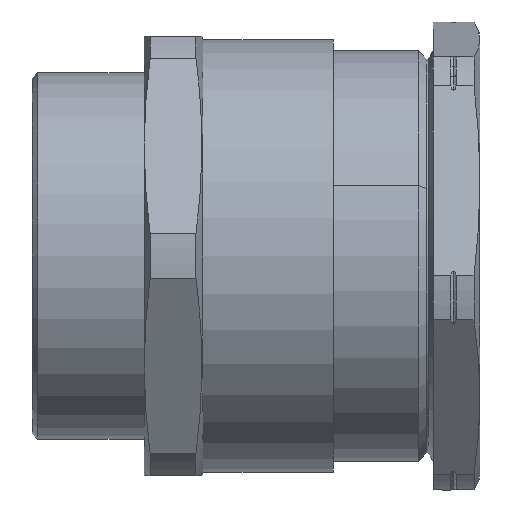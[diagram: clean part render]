
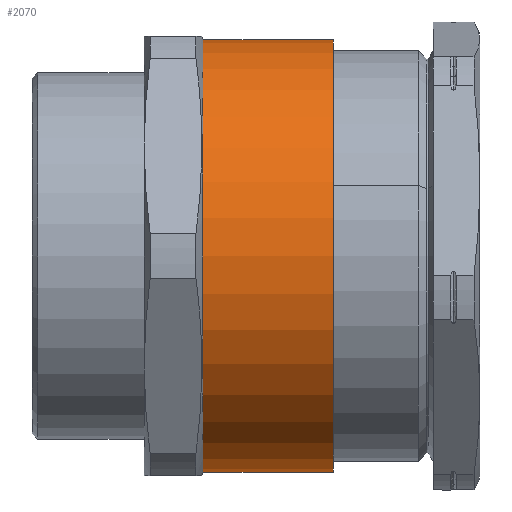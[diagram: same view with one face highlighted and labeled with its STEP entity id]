
A CAD part, front view. The second image highlights one B-rep face of the part: STEP entity #2070.
In plain terms, the highlighted cylindrical face has radius 29.5 mm (diameter 59 mm), a partial arc.
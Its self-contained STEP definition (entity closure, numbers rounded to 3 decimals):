
#36 = VERTEX_POINT ( 'NONE', #2528 ) ;
#118 = LINE ( 'NONE', #317, #647 ) ;
#144 = CIRCLE ( 'NONE', #2711, 29.5 ) ;
#212 = CARTESIAN_POINT ( 'NONE',  ( 23.3, 0., 0. ) ) ;
#317 = CARTESIAN_POINT ( 'NONE',  ( 41.1, 0., 29.5 ) ) ;
#590 = CIRCLE ( 'NONE', #2521, 29.5 ) ;
#598 = EDGE_CURVE ( 'NONE', #2129, #36, #590, .T. ) ;
#632 = DIRECTION ( 'NONE',  ( 0., 0., -1. ) ) ;
#637 = CARTESIAN_POINT ( 'NONE',  ( 41.1, 0., 29.5 ) ) ;
#647 = VECTOR ( 'NONE', #732, 1000. ) ;
#649 = ORIENTED_EDGE ( 'NONE', *, *, #1972, .F. ) ;
#732 = DIRECTION ( 'NONE',  ( 1., 0., 0. ) ) ;
#843 = CYLINDRICAL_SURFACE ( 'NONE', #1970, 29.5 ) ;
#971 = LINE ( 'NONE', #2066, #1218 ) ;
#1020 = CARTESIAN_POINT ( 'NONE',  ( 41.1, 0., 0. ) ) ;
#1054 = DIRECTION ( 'NONE',  ( 0., 0., -1. ) ) ;
#1069 = DIRECTION ( 'NONE',  ( 1., 0., 0. ) ) ;
#1218 = VECTOR ( 'NONE', #1449, 1000. ) ;
#1308 = ORIENTED_EDGE ( 'NONE', *, *, #598, .T. ) ;
#1449 = DIRECTION ( 'NONE',  ( 1., 0., 0. ) ) ;
#1455 = DIRECTION ( 'NONE',  ( 1., 0., 0. ) ) ;
#1476 = CARTESIAN_POINT ( 'NONE',  ( 41.1, 0., -29.5 ) ) ;
#1508 = VERTEX_POINT ( 'NONE', #637 ) ;
#1727 = EDGE_CURVE ( 'NONE', #2129, #1508, #118, .T. ) ;
#1771 = FACE_OUTER_BOUND ( 'NONE', #2790, .T. ) ;
#1863 = VERTEX_POINT ( 'NONE', #1476 ) ;
#1970 = AXIS2_PLACEMENT_3D ( 'NONE', #2541, #1069, #632 ) ;
#1972 = EDGE_CURVE ( 'NONE', #1508, #1863, #144, .T. ) ;
#2066 = CARTESIAN_POINT ( 'NONE',  ( 41.1, 0., -29.5 ) ) ;
#2070 = ADVANCED_FACE ( 'NONE', ( #1771 ), #843, .T. ) ;
#2129 = VERTEX_POINT ( 'NONE', #2615 ) ;
#2166 = DIRECTION ( 'NONE',  ( 1., 0., 0. ) ) ;
#2172 = ORIENTED_EDGE ( 'NONE', *, *, #2705, .T. ) ;
#2213 = ORIENTED_EDGE ( 'NONE', *, *, #1727, .F. ) ;
#2327 = DIRECTION ( 'NONE',  ( 0., 0., -1. ) ) ;
#2521 = AXIS2_PLACEMENT_3D ( 'NONE', #212, #2166, #1054 ) ;
#2528 = CARTESIAN_POINT ( 'NONE',  ( 23.3, 0., -29.5 ) ) ;
#2541 = CARTESIAN_POINT ( 'NONE',  ( 41.1, 0., 0. ) ) ;
#2615 = CARTESIAN_POINT ( 'NONE',  ( 23.3, 0., 29.5 ) ) ;
#2705 = EDGE_CURVE ( 'NONE', #36, #1863, #971, .T. ) ;
#2711 = AXIS2_PLACEMENT_3D ( 'NONE', #1020, #1455, #2327 ) ;
#2790 = EDGE_LOOP ( 'NONE', ( #2213, #1308, #2172, #649 ) ) ;
